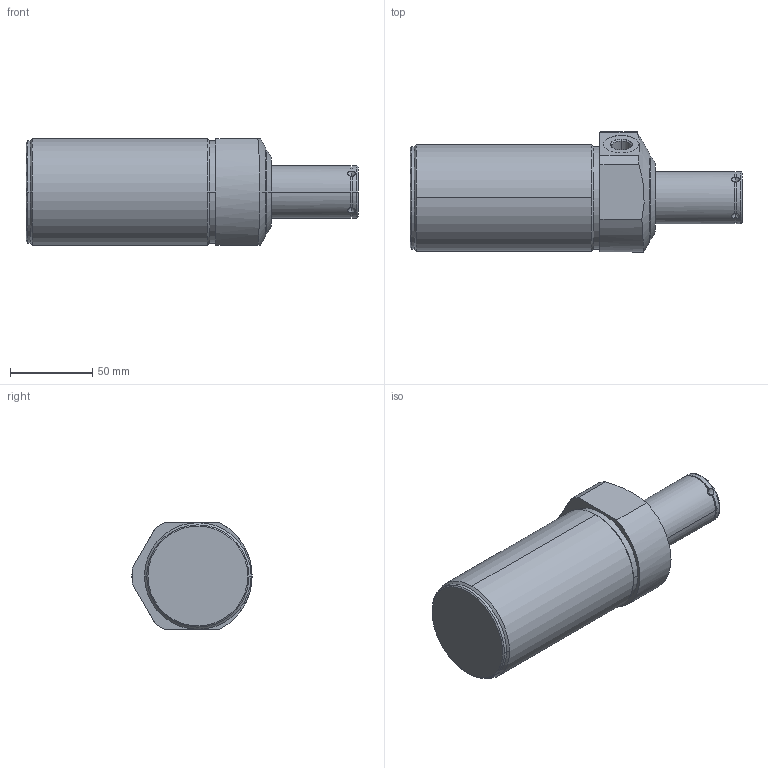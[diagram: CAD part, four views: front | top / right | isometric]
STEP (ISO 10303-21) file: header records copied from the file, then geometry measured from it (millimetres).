
FILE_DESCRIPTION((''),'2;1');
FILE_NAME('ILCM41502222','2012-05-01T',('gar'),(''),'PRO/ENGINEER BY PARAMETRIC TECHNOLOGY CORPORATION, 2007460','PRO/ENGINEER BY PARAMETRIC TECHNOLOGY CORPORATION, 2007460','');
FILE_SCHEMA(('AUTOMOTIVE_DESIGN_CC2 { 1 2 10303 214 -1 1 5 2 }'));
Length unit declared in the file: millimetre
Products named in the file (1): ILCM41502222
Bounding box: 201.85 x 73.03 x 65 mm (x, y, z)
Volume: 533163.3 mm3; surface area: 46096.7 mm2
Topology: 1 solids, 2 shells, 84 faces, 216 edges, 133 vertices
Faces by surface type: cylinder 36, cone 24, plane 22, torus 2
Entity records: 3598 total; most frequent: CARTESIAN_POINT 732, DIRECTION 418, ORIENTED_EDGE 408, PRESENTATION_STYLE_ASSIGNMENT 219, STYLED_ITEM 208, CURVE_STYLE 206, EDGE_CURVE 206, AXIS2_PLACEMENT_3D 177
